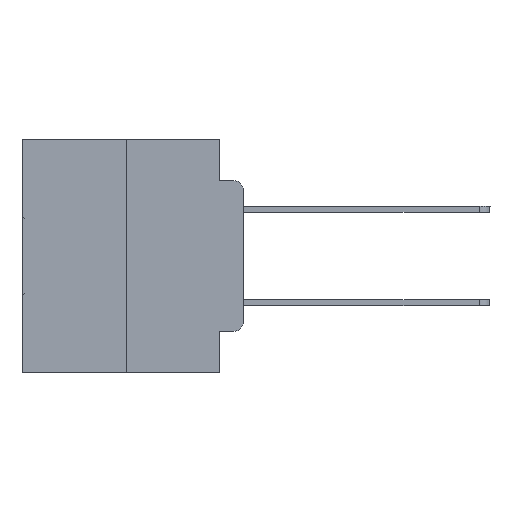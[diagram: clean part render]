
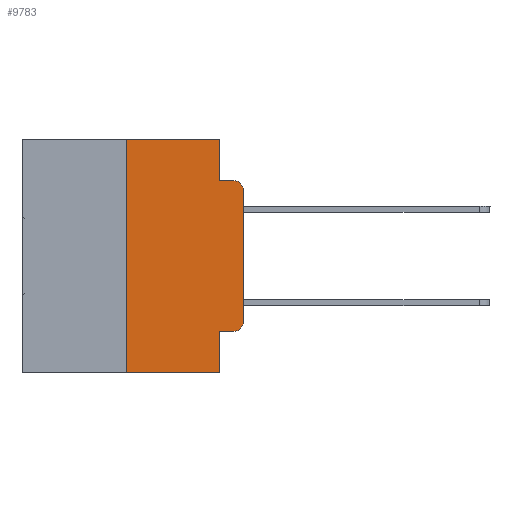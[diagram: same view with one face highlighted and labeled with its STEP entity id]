
A CAD part, left-side view. The second image highlights one B-rep face of the part: STEP entity #9783.
In plain terms, the highlighted planar face has unit normal (-1, 0, 0).
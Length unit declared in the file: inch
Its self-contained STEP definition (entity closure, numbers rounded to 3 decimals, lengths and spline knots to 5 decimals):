
#262 = VERTEX_POINT ( 'NONE', #14606 ) ;
#742 = DIRECTION ( 'NONE',  ( 0., 0., 1. ) ) ;
#1017 = CIRCLE ( 'NONE', #25740, 0.02 ) ;
#1399 = CARTESIAN_POINT ( 'NONE',  ( 0., 0.02, -0.4115 ) ) ;
#1597 = DIRECTION ( 'NONE',  ( 0., -1., 0. ) ) ;
#2370 = EDGE_CURVE ( 'NONE', #4592, #5044, #30637, .T. ) ;
#2417 = DIRECTION ( 'NONE',  ( 0., 0., -1. ) ) ;
#3006 = CARTESIAN_POINT ( 'NONE',  ( 0., 0.051, 0. ) ) ;
#3028 = LINE ( 'NONE', #32367, #9047 ) ;
#3277 = ORIENTED_EDGE ( 'NONE', *, *, #17440, .T. ) ;
#3397 = ORIENTED_EDGE ( 'NONE', *, *, #29768, .T. ) ;
#4592 = VERTEX_POINT ( 'NONE', #11372 ) ;
#4833 = VECTOR ( 'NONE', #742, 39.37008 ) ;
#5044 = VERTEX_POINT ( 'NONE', #8005 ) ;
#6258 = CARTESIAN_POINT ( 'NONE',  ( 0., 0.051, -0.4115 ) ) ;
#7320 = CARTESIAN_POINT ( 'NONE',  ( 0., 0.473, -0.5 ) ) ;
#7410 = CARTESIAN_POINT ( 'NONE',  ( 0., 0.051, -0.4115 ) ) ;
#7562 = VECTOR ( 'NONE', #1597, 39.37008 ) ;
#7602 = CARTESIAN_POINT ( 'NONE',  ( 0., 0.051, 0. ) ) ;
#8005 = CARTESIAN_POINT ( 'NONE',  ( 0., 0.02, -0.0885 ) ) ;
#8152 = EDGE_LOOP ( 'NONE', ( #3277, #17106, #30129, #22386, #10156, #23219, #12927, #21223, #3397, #18484 ) ) ;
#8490 = CARTESIAN_POINT ( 'NONE',  ( 0., 0.473, 0. ) ) ;
#8508 = DIRECTION ( 'NONE',  ( -1., 0., 0. ) ) ;
#9047 = VECTOR ( 'NONE', #19976, 39.37008 ) ;
#9318 = LINE ( 'NONE', #13516, #4833 ) ;
#9783 = ADVANCED_FACE ( 'NONE', ( #15446 ), #18551, .F. ) ;
#9799 = VECTOR ( 'NONE', #2417, 39.37008 ) ;
#10127 = VECTOR ( 'NONE', #13177, 39.37008 ) ;
#10156 = ORIENTED_EDGE ( 'NONE', *, *, #14129, .F. ) ;
#10651 = CARTESIAN_POINT ( 'NONE',  ( 0., 0.051, 0. ) ) ;
#10834 = CARTESIAN_POINT ( 'NONE',  ( 0., 0.25, 0. ) ) ;
#10917 = EDGE_CURVE ( 'NONE', #28194, #262, #15760, .T. ) ;
#11077 = AXIS2_PLACEMENT_3D ( 'NONE', #13383, #30900, #15945 ) ;
#11372 = CARTESIAN_POINT ( 'NONE',  ( 0., 0., -0.1085 ) ) ;
#11472 = LINE ( 'NONE', #14763, #17393 ) ;
#12927 = ORIENTED_EDGE ( 'NONE', *, *, #26198, .T. ) ;
#13177 = DIRECTION ( 'NONE',  ( 0., 0., -1. ) ) ;
#13383 = CARTESIAN_POINT ( 'NONE',  ( 0., 0.02, -0.1085 ) ) ;
#13516 = CARTESIAN_POINT ( 'NONE',  ( 0., 0., 0. ) ) ;
#13604 = DIRECTION ( 'NONE',  ( 0., 0., -1. ) ) ;
#14129 = EDGE_CURVE ( 'NONE', #23670, #28194, #15124, .T. ) ;
#14606 = CARTESIAN_POINT ( 'NONE',  ( 0., 0.051, -0.0885 ) ) ;
#14763 = CARTESIAN_POINT ( 'NONE',  ( 0., 0.25, 0. ) ) ;
#15124 = LINE ( 'NONE', #19412, #7562 ) ;
#15446 = FACE_OUTER_BOUND ( 'NONE', #8152, .T. ) ;
#15458 = VECTOR ( 'NONE', #25075, 39.37008 ) ;
#15760 = LINE ( 'NONE', #7602, #9799 ) ;
#15945 = DIRECTION ( 'NONE',  ( 0., 0., -1. ) ) ;
#17106 = ORIENTED_EDGE ( 'NONE', *, *, #2370, .T. ) ;
#17393 = VECTOR ( 'NONE', #27794, 39.37008 ) ;
#17440 = EDGE_CURVE ( 'NONE', #32224, #4592, #9318, .T. ) ;
#17545 = CARTESIAN_POINT ( 'NONE',  ( 0., 0., -0.3915 ) ) ;
#17862 = CARTESIAN_POINT ( 'NONE',  ( 0., 0.25, -0.5 ) ) ;
#18484 = ORIENTED_EDGE ( 'NONE', *, *, #31832, .T. ) ;
#18551 = PLANE ( 'NONE',  #23516 ) ;
#19412 = CARTESIAN_POINT ( 'NONE',  ( 0., 0.473, 0. ) ) ;
#19976 = DIRECTION ( 'NONE',  ( 0., -1., 0. ) ) ;
#20593 = CARTESIAN_POINT ( 'NONE',  ( 0., 0.051, -0.5 ) ) ;
#21223 = ORIENTED_EDGE ( 'NONE', *, *, #26405, .F. ) ;
#21351 = LINE ( 'NONE', #7410, #15458 ) ;
#21506 = EDGE_CURVE ( 'NONE', #30506, #23670, #11472, .T. ) ;
#22040 = EDGE_CURVE ( 'NONE', #262, #5044, #3028, .T. ) ;
#22386 = ORIENTED_EDGE ( 'NONE', *, *, #10917, .F. ) ;
#22479 = DIRECTION ( 'NONE',  ( 0., -1., 0. ) ) ;
#22922 = VERTEX_POINT ( 'NONE', #20593 ) ;
#23190 = VECTOR ( 'NONE', #22479, 39.37008 ) ;
#23219 = ORIENTED_EDGE ( 'NONE', *, *, #21506, .F. ) ;
#23516 = AXIS2_PLACEMENT_3D ( 'NONE', #8490, #28628, #13604 ) ;
#23573 = LINE ( 'NONE', #10651, #10127 ) ;
#23670 = VERTEX_POINT ( 'NONE', #10834 ) ;
#23677 = CARTESIAN_POINT ( 'NONE',  ( 0., 0.02, -0.3915 ) ) ;
#25075 = DIRECTION ( 'NONE',  ( 0., -1., 0. ) ) ;
#25740 = AXIS2_PLACEMENT_3D ( 'NONE', #23677, #8508, #26152 ) ;
#26152 = DIRECTION ( 'NONE',  ( 0., 0., -1. ) ) ;
#26198 = EDGE_CURVE ( 'NONE', #30506, #22922, #31331, .T. ) ;
#26405 = EDGE_CURVE ( 'NONE', #27228, #22922, #23573, .T. ) ;
#27228 = VERTEX_POINT ( 'NONE', #6258 ) ;
#27794 = DIRECTION ( 'NONE',  ( 0., 0., 1. ) ) ;
#28194 = VERTEX_POINT ( 'NONE', #3006 ) ;
#28414 = VERTEX_POINT ( 'NONE', #1399 ) ;
#28628 = DIRECTION ( 'NONE',  ( 1., 0., 0. ) ) ;
#29768 = EDGE_CURVE ( 'NONE', #27228, #28414, #21351, .T. ) ;
#30129 = ORIENTED_EDGE ( 'NONE', *, *, #22040, .F. ) ;
#30506 = VERTEX_POINT ( 'NONE', #17862 ) ;
#30637 = CIRCLE ( 'NONE', #11077, 0.02 ) ;
#30900 = DIRECTION ( 'NONE',  ( -1., 0., 0. ) ) ;
#31331 = LINE ( 'NONE', #7320, #23190 ) ;
#31832 = EDGE_CURVE ( 'NONE', #28414, #32224, #1017, .T. ) ;
#32224 = VERTEX_POINT ( 'NONE', #17545 ) ;
#32367 = CARTESIAN_POINT ( 'NONE',  ( 0., 0.051, -0.0885 ) ) ;
